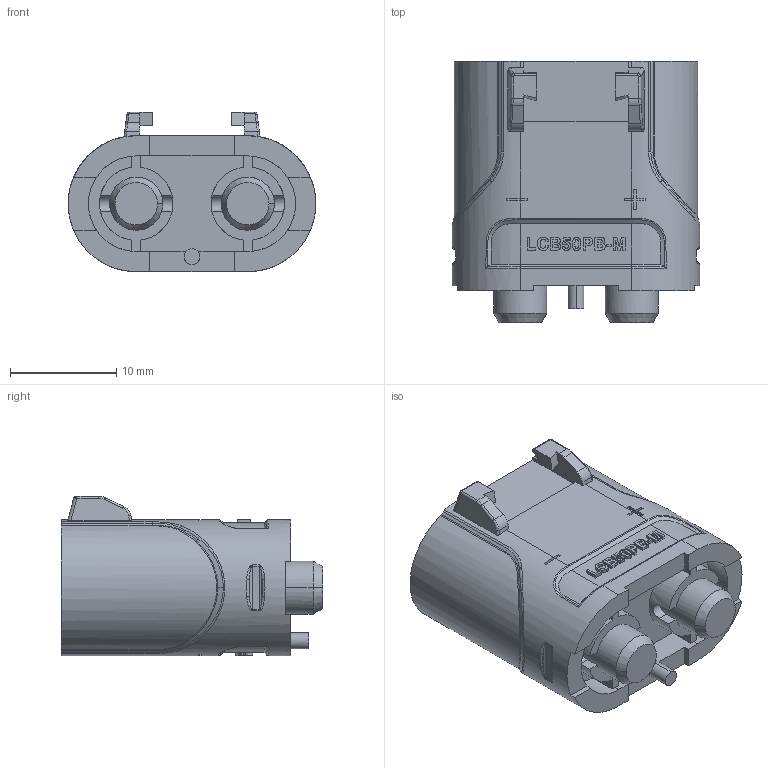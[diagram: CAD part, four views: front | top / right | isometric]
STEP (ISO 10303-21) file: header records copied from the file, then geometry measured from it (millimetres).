
FILE_DESCRIPTION((''),'2;1');
FILE_NAME('PRT0003_1','2022-09-08T08:11:58',('AMASS~Crane Chen'),(''),'CREO PARAMETRIC BY PTC INC, 2018400','CREO PARAMETRIC BY PTC INC, 2018400','');
FILE_SCHEMA(('AUTOMOTIVE_DESIGN { 1 0 10303 214 1 1 1 1 }'));
Length unit declared in the file: millimetre
Products named in the file (1): PRT0003_1
Bounding box: 23.3 x 24.6 x 15 mm (x, y, z)
Volume: 2939.1 mm3; surface area: 3940.2 mm2
Topology: 1 solids, 1 shells, 574 faces, 1579 edges, 1036 vertices
Faces by surface type: plane 256, extrusion 125, cylinder 93, bspline 58, torus 23, cone 15, sphere 4
Entity records: 25856 total; most frequent: CARTESIAN_POINT 11812, ORIENTED_EDGE 3150, DIRECTION 2398, EDGE_CURVE 1575, VERTEX_POINT 1036, VECTOR 963, LINE 838, AXIS2_PLACEMENT_3D 716
